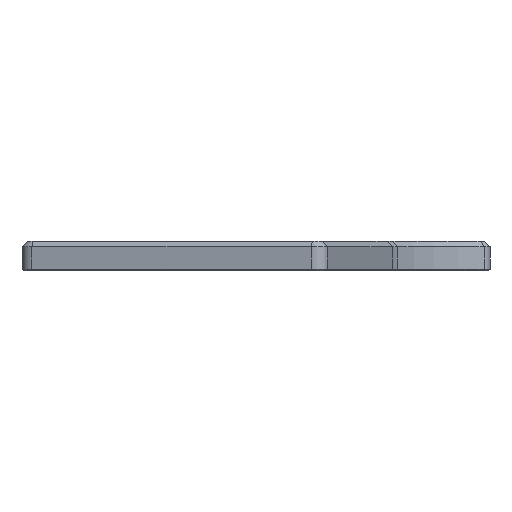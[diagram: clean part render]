
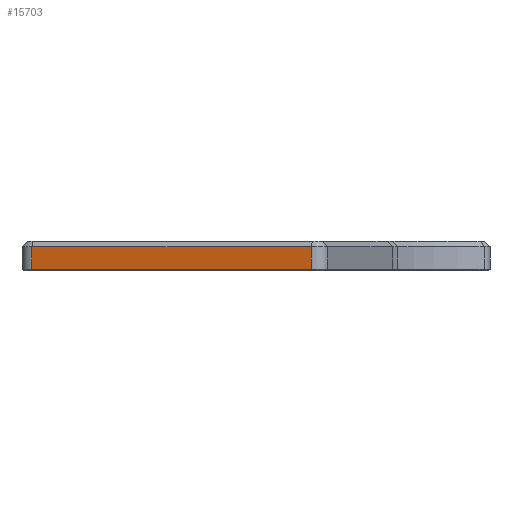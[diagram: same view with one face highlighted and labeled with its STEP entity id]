
A CAD part, left-side view. The second image highlights one B-rep face of the part: STEP entity #15703.
In plain terms, the highlighted planar face has unit normal (-0.966, 0.259, 0).
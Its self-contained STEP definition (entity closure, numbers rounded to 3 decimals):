
#259=PLANE('',#16990);
#949=FACE_OUTER_BOUND('',#1859,.T.);
#1859=EDGE_LOOP('',(#12453,#12454,#12455,#12456));
#4333=LINE('',#36060,#5413);
#4351=LINE('',#36112,#5431);
#4357=LINE('',#36125,#5437);
#4358=LINE('',#36127,#5438);
#5413=VECTOR('',#20046,10.);
#5431=VECTOR('',#20112,10.);
#5437=VECTOR('',#20132,10.);
#5438=VECTOR('',#20135,10.);
#7096=VERTEX_POINT('',#36054);
#7097=VERTEX_POINT('',#36058);
#7106=VERTEX_POINT('',#36106);
#7107=VERTEX_POINT('',#36110);
#9175=EDGE_CURVE('',#7096,#7097,#4333,.T.);
#9200=EDGE_CURVE('',#7107,#7106,#4351,.T.);
#9207=EDGE_CURVE('',#7106,#7096,#4357,.T.);
#9208=EDGE_CURVE('',#7097,#7107,#4358,.T.);
#12453=ORIENTED_EDGE('',*,*,#9175,.F.);
#12454=ORIENTED_EDGE('',*,*,#9207,.F.);
#12455=ORIENTED_EDGE('',*,*,#9200,.F.);
#12456=ORIENTED_EDGE('',*,*,#9208,.F.);
#15703=ADVANCED_FACE('',(#949),#259,.F.);
#16990=AXIS2_PLACEMENT_3D('',#36126,#20133,#20134);
#20046=DIRECTION('',(-0.259,-0.966,0.));
#20112=DIRECTION('',(0.259,0.966,0.));
#20132=DIRECTION('',(0.,0.,1.));
#20133=DIRECTION('center_axis',(0.966,-0.259,0.));
#20134=DIRECTION('ref_axis',(0.259,0.966,0.));
#20135=DIRECTION('',(0.,0.,-1.));
#36054=CARTESIAN_POINT('',(-148.919,88.237,8.2));
#36058=CARTESIAN_POINT('',(-177.067,-16.826,8.2));
#36060=CARTESIAN_POINT('',(-168.156,16.434,8.2));
#36106=CARTESIAN_POINT('',(-148.919,88.237,-0.3));
#36110=CARTESIAN_POINT('',(-177.067,-16.826,-0.3));
#36112=CARTESIAN_POINT('',(-168.156,16.434,-0.3));
#36125=CARTESIAN_POINT('',(-148.919,88.237,-0.8));
#36126=CARTESIAN_POINT('Origin',(-176.291,-13.928,-0.8));
#36127=CARTESIAN_POINT('',(-177.067,-16.826,-0.8));
